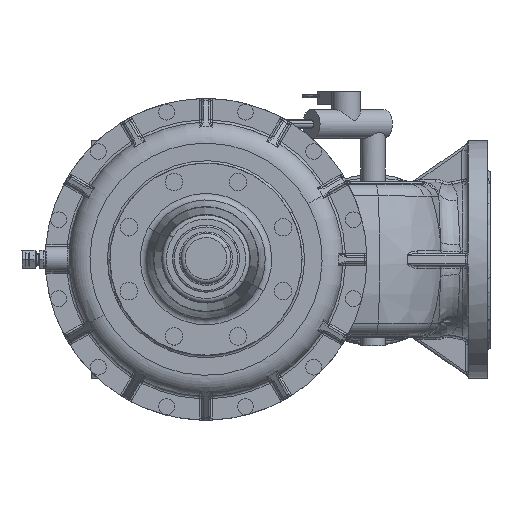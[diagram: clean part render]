
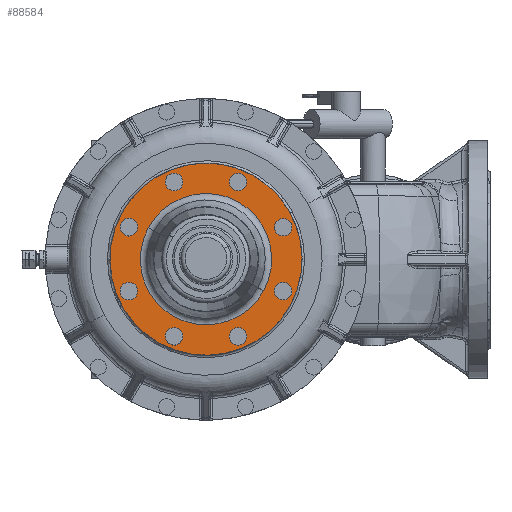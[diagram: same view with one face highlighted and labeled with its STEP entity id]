
A CAD part, top view. The second image highlights one B-rep face of the part: STEP entity #88584.
In plain terms, the highlighted planar face has unit normal (0, 0, 1).
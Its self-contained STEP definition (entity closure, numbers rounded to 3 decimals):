
#88152=DIRECTION('Axis2P3D Direction',(0.,0.,-1.)) ;
#88177=DIRECTION('Axis2P3D Direction',(0.,0.,-1.)) ;
#88414=DIRECTION('Axis2P3D Direction',(0.,0.,-1.)) ;
#88415=DIRECTION('Axis2P3D XDirection',(0.,1.,0.)) ;
#88423=DIRECTION('Axis2P3D Direction',(0.,0.,-1.)) ;
#88432=DIRECTION('Axis2P3D Direction',(0.,0.,-1.)) ;
#88441=DIRECTION('Axis2P3D Direction',(0.,0.,-1.)) ;
#88450=DIRECTION('Axis2P3D Direction',(0.,0.,-1.)) ;
#88459=DIRECTION('Axis2P3D Direction',(0.,0.,-1.)) ;
#88468=DIRECTION('Axis2P3D Direction',(0.,0.,-1.)) ;
#88477=DIRECTION('Axis2P3D Direction',(0.,0.,-1.)) ;
#88486=DIRECTION('Axis2P3D Direction',(0.,0.,-1.)) ;
#88495=DIRECTION('Axis2P3D Direction',(0.,0.,-1.)) ;
#88504=DIRECTION('Axis2P3D Direction',(0.,0.,-1.)) ;
#88513=DIRECTION('Axis2P3D Direction',(0.,0.,-1.)) ;
#88522=DIRECTION('Axis2P3D Direction',(0.,0.,-1.)) ;
#88531=DIRECTION('Axis2P3D Direction',(0.,0.,-1.)) ;
#88540=DIRECTION('Axis2P3D Direction',(0.,0.,-1.)) ;
#88549=DIRECTION('Axis2P3D Direction',(0.,0.,-1.)) ;
#88558=DIRECTION('Axis2P3D Direction',(0.,0.,-1.)) ;
#88567=DIRECTION('Axis2P3D Direction',(0.,0.,-1.)) ;
#88576=DIRECTION('Axis2P3D Direction',(0.,0.,-1.)) ;
#88148=CARTESIAN_POINT('Vertex',(-100.922,55.134,388.)) ;
#88151=CARTESIAN_POINT('Axis2P3D Location',(0.,0.,388.)) ;
#88155=CARTESIAN_POINT('Vertex',(100.922,-55.134,388.)) ;
#88176=CARTESIAN_POINT('Axis2P3D Location',(0.,0.,388.)) ;
#88413=CARTESIAN_POINT('Axis2P3D Location',(-78.639,0.,388.)) ;
#88422=CARTESIAN_POINT('Axis2P3D Location',(-92.388,38.268,388.)) ;
#88426=CARTESIAN_POINT('Vertex',(-81.888,38.268,388.)) ;
#88428=CARTESIAN_POINT('Vertex',(-102.888,38.268,388.)) ;
#88431=CARTESIAN_POINT('Axis2P3D Location',(-92.388,38.268,388.)) ;
#88440=CARTESIAN_POINT('Axis2P3D Location',(0.,0.,388.)) ;
#88444=CARTESIAN_POINT('Vertex',(69.012,-37.701,388.)) ;
#88446=CARTESIAN_POINT('Vertex',(-69.012,37.701,388.)) ;
#88449=CARTESIAN_POINT('Axis2P3D Location',(0.,0.,388.)) ;
#88458=CARTESIAN_POINT('Axis2P3D Location',(-38.268,92.388,388.)) ;
#88462=CARTESIAN_POINT('Vertex',(-45.693,99.813,388.)) ;
#88464=CARTESIAN_POINT('Vertex',(-30.844,84.963,388.)) ;
#88467=CARTESIAN_POINT('Axis2P3D Location',(-38.268,92.388,388.)) ;
#88476=CARTESIAN_POINT('Axis2P3D Location',(38.268,92.388,388.)) ;
#88480=CARTESIAN_POINT('Vertex',(38.268,102.888,388.)) ;
#88482=CARTESIAN_POINT('Vertex',(38.268,81.888,388.)) ;
#88485=CARTESIAN_POINT('Axis2P3D Location',(38.268,92.388,388.)) ;
#88494=CARTESIAN_POINT('Axis2P3D Location',(92.388,38.268,388.)) ;
#88498=CARTESIAN_POINT('Vertex',(99.813,45.693,388.)) ;
#88500=CARTESIAN_POINT('Vertex',(84.963,30.844,388.)) ;
#88503=CARTESIAN_POINT('Axis2P3D Location',(92.388,38.268,388.)) ;
#88512=CARTESIAN_POINT('Axis2P3D Location',(92.388,-38.268,388.)) ;
#88516=CARTESIAN_POINT('Vertex',(102.888,-38.268,388.)) ;
#88518=CARTESIAN_POINT('Vertex',(81.888,-38.268,388.)) ;
#88521=CARTESIAN_POINT('Axis2P3D Location',(92.388,-38.268,388.)) ;
#88530=CARTESIAN_POINT('Axis2P3D Location',(38.268,-92.388,388.)) ;
#88534=CARTESIAN_POINT('Vertex',(45.693,-99.813,388.)) ;
#88536=CARTESIAN_POINT('Vertex',(30.844,-84.963,388.)) ;
#88539=CARTESIAN_POINT('Axis2P3D Location',(38.268,-92.388,388.)) ;
#88548=CARTESIAN_POINT('Axis2P3D Location',(-38.268,-92.388,388.)) ;
#88552=CARTESIAN_POINT('Vertex',(-38.268,-102.888,388.)) ;
#88554=CARTESIAN_POINT('Vertex',(-38.268,-81.888,388.)) ;
#88557=CARTESIAN_POINT('Axis2P3D Location',(-38.268,-92.388,388.)) ;
#88566=CARTESIAN_POINT('Axis2P3D Location',(-92.388,-38.268,388.)) ;
#88570=CARTESIAN_POINT('Vertex',(-99.813,-45.693,388.)) ;
#88572=CARTESIAN_POINT('Vertex',(-84.963,-30.844,388.)) ;
#88575=CARTESIAN_POINT('Axis2P3D Location',(-92.388,-38.268,388.)) ;
#88153=AXIS2_PLACEMENT_3D('Circle Axis2P3D',#88151,#88152,$) ;
#88178=AXIS2_PLACEMENT_3D('Circle Axis2P3D',#88176,#88177,$) ;
#88416=AXIS2_PLACEMENT_3D('Plane Axis2P3D',#88413,#88414,#88415) ;
#88424=AXIS2_PLACEMENT_3D('Circle Axis2P3D',#88422,#88423,$) ;
#88433=AXIS2_PLACEMENT_3D('Circle Axis2P3D',#88431,#88432,$) ;
#88442=AXIS2_PLACEMENT_3D('Circle Axis2P3D',#88440,#88441,$) ;
#88451=AXIS2_PLACEMENT_3D('Circle Axis2P3D',#88449,#88450,$) ;
#88460=AXIS2_PLACEMENT_3D('Circle Axis2P3D',#88458,#88459,$) ;
#88469=AXIS2_PLACEMENT_3D('Circle Axis2P3D',#88467,#88468,$) ;
#88478=AXIS2_PLACEMENT_3D('Circle Axis2P3D',#88476,#88477,$) ;
#88487=AXIS2_PLACEMENT_3D('Circle Axis2P3D',#88485,#88486,$) ;
#88496=AXIS2_PLACEMENT_3D('Circle Axis2P3D',#88494,#88495,$) ;
#88505=AXIS2_PLACEMENT_3D('Circle Axis2P3D',#88503,#88504,$) ;
#88514=AXIS2_PLACEMENT_3D('Circle Axis2P3D',#88512,#88513,$) ;
#88523=AXIS2_PLACEMENT_3D('Circle Axis2P3D',#88521,#88522,$) ;
#88532=AXIS2_PLACEMENT_3D('Circle Axis2P3D',#88530,#88531,$) ;
#88541=AXIS2_PLACEMENT_3D('Circle Axis2P3D',#88539,#88540,$) ;
#88550=AXIS2_PLACEMENT_3D('Circle Axis2P3D',#88548,#88549,$) ;
#88559=AXIS2_PLACEMENT_3D('Circle Axis2P3D',#88557,#88558,$) ;
#88568=AXIS2_PLACEMENT_3D('Circle Axis2P3D',#88566,#88567,$) ;
#88577=AXIS2_PLACEMENT_3D('Circle Axis2P3D',#88575,#88576,$) ;
#88439=FACE_BOUND('',#88436,.T.) ;
#88457=FACE_BOUND('',#88454,.T.) ;
#88475=FACE_BOUND('',#88472,.T.) ;
#88493=FACE_BOUND('',#88490,.T.) ;
#88511=FACE_BOUND('',#88508,.T.) ;
#88529=FACE_BOUND('',#88526,.T.) ;
#88547=FACE_BOUND('',#88544,.T.) ;
#88565=FACE_BOUND('',#88562,.T.) ;
#88583=FACE_BOUND('',#88580,.T.) ;
#88157=EDGE_CURVE('',#88149,#88156,#88154,.T.) ;
#88180=EDGE_CURVE('',#88156,#88149,#88179,.T.) ;
#88430=EDGE_CURVE('',#88427,#88429,#88425,.T.) ;
#88435=EDGE_CURVE('',#88429,#88427,#88434,.T.) ;
#88448=EDGE_CURVE('',#88445,#88447,#88443,.T.) ;
#88453=EDGE_CURVE('',#88447,#88445,#88452,.T.) ;
#88466=EDGE_CURVE('',#88463,#88465,#88461,.T.) ;
#88471=EDGE_CURVE('',#88465,#88463,#88470,.T.) ;
#88484=EDGE_CURVE('',#88481,#88483,#88479,.T.) ;
#88489=EDGE_CURVE('',#88483,#88481,#88488,.T.) ;
#88502=EDGE_CURVE('',#88499,#88501,#88497,.T.) ;
#88507=EDGE_CURVE('',#88501,#88499,#88506,.T.) ;
#88520=EDGE_CURVE('',#88517,#88519,#88515,.T.) ;
#88525=EDGE_CURVE('',#88519,#88517,#88524,.T.) ;
#88538=EDGE_CURVE('',#88535,#88537,#88533,.T.) ;
#88543=EDGE_CURVE('',#88537,#88535,#88542,.T.) ;
#88556=EDGE_CURVE('',#88553,#88555,#88551,.T.) ;
#88561=EDGE_CURVE('',#88555,#88553,#88560,.T.) ;
#88574=EDGE_CURVE('',#88571,#88573,#88569,.T.) ;
#88579=EDGE_CURVE('',#88573,#88571,#88578,.T.) ;
#88417=PLANE('Plane',#88416) ;
#88419=ORIENTED_EDGE('',*,*,#88157,.F.) ;
#88420=ORIENTED_EDGE('',*,*,#88180,.F.) ;
#88437=ORIENTED_EDGE('',*,*,#88430,.T.) ;
#88438=ORIENTED_EDGE('',*,*,#88435,.T.) ;
#88455=ORIENTED_EDGE('',*,*,#88448,.T.) ;
#88456=ORIENTED_EDGE('',*,*,#88453,.T.) ;
#88473=ORIENTED_EDGE('',*,*,#88466,.T.) ;
#88474=ORIENTED_EDGE('',*,*,#88471,.T.) ;
#88491=ORIENTED_EDGE('',*,*,#88484,.T.) ;
#88492=ORIENTED_EDGE('',*,*,#88489,.T.) ;
#88509=ORIENTED_EDGE('',*,*,#88502,.T.) ;
#88510=ORIENTED_EDGE('',*,*,#88507,.T.) ;
#88527=ORIENTED_EDGE('',*,*,#88520,.T.) ;
#88528=ORIENTED_EDGE('',*,*,#88525,.T.) ;
#88545=ORIENTED_EDGE('',*,*,#88538,.T.) ;
#88546=ORIENTED_EDGE('',*,*,#88543,.T.) ;
#88563=ORIENTED_EDGE('',*,*,#88556,.T.) ;
#88564=ORIENTED_EDGE('',*,*,#88561,.T.) ;
#88581=ORIENTED_EDGE('',*,*,#88574,.T.) ;
#88582=ORIENTED_EDGE('',*,*,#88579,.T.) ;
#88584=ADVANCED_FACE('Brep With Voids',(#88421,#88439,#88457,#88475,#88493,#88511,#88529,#88547,#88565,#88583),#88417,.F.) ;
#88154=CIRCLE('generated circle',#88153,115.) ;
#88179=CIRCLE('generated circle',#88178,115.) ;
#88425=CIRCLE('generated circle',#88424,10.5) ;
#88434=CIRCLE('generated circle',#88433,10.5) ;
#88443=CIRCLE('generated circle',#88442,78.639) ;
#88452=CIRCLE('generated circle',#88451,78.639) ;
#88461=CIRCLE('generated circle',#88460,10.5) ;
#88470=CIRCLE('generated circle',#88469,10.5) ;
#88479=CIRCLE('generated circle',#88478,10.5) ;
#88488=CIRCLE('generated circle',#88487,10.5) ;
#88497=CIRCLE('generated circle',#88496,10.5) ;
#88506=CIRCLE('generated circle',#88505,10.5) ;
#88515=CIRCLE('generated circle',#88514,10.5) ;
#88524=CIRCLE('generated circle',#88523,10.5) ;
#88533=CIRCLE('generated circle',#88532,10.5) ;
#88542=CIRCLE('generated circle',#88541,10.5) ;
#88551=CIRCLE('generated circle',#88550,10.5) ;
#88560=CIRCLE('generated circle',#88559,10.5) ;
#88569=CIRCLE('generated circle',#88568,10.5) ;
#88578=CIRCLE('generated circle',#88577,10.5) ;
#88149=VERTEX_POINT('',#88148) ;
#88156=VERTEX_POINT('',#88155) ;
#88427=VERTEX_POINT('',#88426) ;
#88429=VERTEX_POINT('',#88428) ;
#88445=VERTEX_POINT('',#88444) ;
#88447=VERTEX_POINT('',#88446) ;
#88463=VERTEX_POINT('',#88462) ;
#88465=VERTEX_POINT('',#88464) ;
#88481=VERTEX_POINT('',#88480) ;
#88483=VERTEX_POINT('',#88482) ;
#88499=VERTEX_POINT('',#88498) ;
#88501=VERTEX_POINT('',#88500) ;
#88517=VERTEX_POINT('',#88516) ;
#88519=VERTEX_POINT('',#88518) ;
#88535=VERTEX_POINT('',#88534) ;
#88537=VERTEX_POINT('',#88536) ;
#88553=VERTEX_POINT('',#88552) ;
#88555=VERTEX_POINT('',#88554) ;
#88571=VERTEX_POINT('',#88570) ;
#88573=VERTEX_POINT('',#88572) ;
#88418=EDGE_LOOP('',(#88419,#88420)) ;
#88436=EDGE_LOOP('',(#88437,#88438)) ;
#88454=EDGE_LOOP('',(#88455,#88456)) ;
#88472=EDGE_LOOP('',(#88473,#88474)) ;
#88490=EDGE_LOOP('',(#88491,#88492)) ;
#88508=EDGE_LOOP('',(#88509,#88510)) ;
#88526=EDGE_LOOP('',(#88527,#88528)) ;
#88544=EDGE_LOOP('',(#88545,#88546)) ;
#88562=EDGE_LOOP('',(#88563,#88564)) ;
#88580=EDGE_LOOP('',(#88581,#88582)) ;
#88421=FACE_OUTER_BOUND('',#88418,.T.) ;
